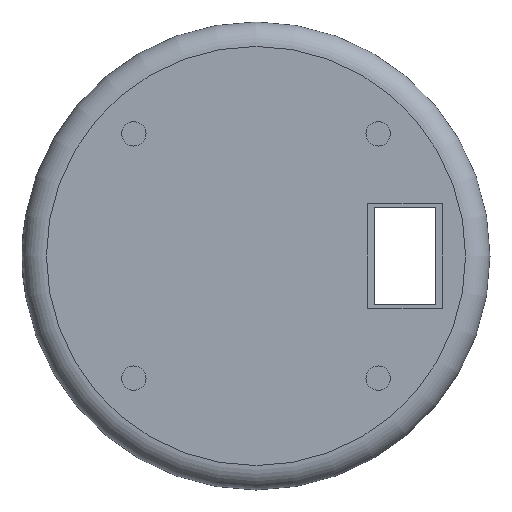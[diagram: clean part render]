
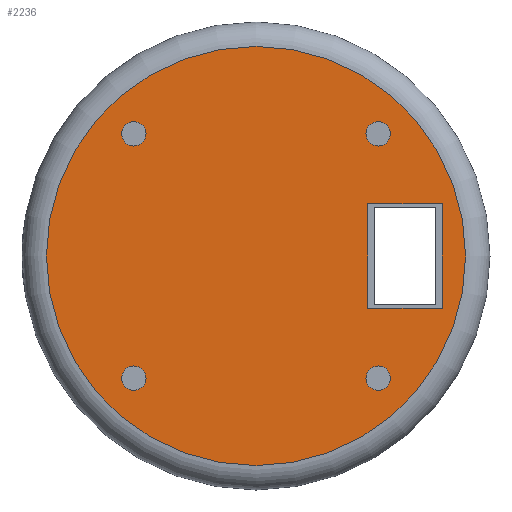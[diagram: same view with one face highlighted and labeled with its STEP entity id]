
A CAD part, front view. The second image highlights one B-rep face of the part: STEP entity #2236.
In plain terms, the highlighted planar face has unit normal (0, -1, 0).
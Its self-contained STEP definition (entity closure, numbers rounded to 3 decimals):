
#47=FACE_BOUND('',#380,.T.);
#48=FACE_BOUND('',#381,.T.);
#49=FACE_BOUND('',#382,.T.);
#50=FACE_BOUND('',#383,.T.);
#51=FACE_BOUND('',#384,.T.);
#134=PLANE('',#2465);
#252=FACE_OUTER_BOUND('',#379,.T.);
#379=EDGE_LOOP('',(#1960));
#380=EDGE_LOOP('',(#1961));
#381=EDGE_LOOP('',(#1962));
#382=EDGE_LOOP('',(#1963));
#383=EDGE_LOOP('',(#1964));
#384=EDGE_LOOP('',(#1965,#1966,#1967,#1968));
#555=LINE('',#3766,#757);
#558=LINE('',#3771,#760);
#560=LINE('',#3775,#762);
#562=LINE('',#3778,#764);
#757=VECTOR('',#2966,10.);
#760=VECTOR('',#2971,10.);
#762=VECTOR('',#2975,10.);
#764=VECTOR('',#2979,10.);
#808=CIRCLE('',#2302,2.5);
#810=CIRCLE('',#2306,2.5);
#812=CIRCLE('',#2310,2.5);
#814=CIRCLE('',#2314,2.5);
#867=CIRCLE('',#2462,42.89);
#925=VERTEX_POINT('',#3236);
#927=VERTEX_POINT('',#3243);
#929=VERTEX_POINT('',#3250);
#931=VERTEX_POINT('',#3257);
#1048=VERTEX_POINT('',#3764);
#1049=VERTEX_POINT('',#3765);
#1050=VERTEX_POINT('',#3770);
#1051=VERTEX_POINT('',#3774);
#1062=VERTEX_POINT('',#3846);
#1137=EDGE_CURVE('',#925,#925,#808,.T.);
#1140=EDGE_CURVE('',#927,#927,#810,.T.);
#1143=EDGE_CURVE('',#929,#929,#812,.T.);
#1146=EDGE_CURVE('',#931,#931,#814,.T.);
#1323=EDGE_CURVE('',#1048,#1049,#555,.T.);
#1326=EDGE_CURVE('',#1049,#1050,#558,.T.);
#1328=EDGE_CURVE('',#1050,#1051,#560,.T.);
#1330=EDGE_CURVE('',#1051,#1048,#562,.T.);
#1362=EDGE_CURVE('',#1062,#1062,#867,.T.);
#1960=ORIENTED_EDGE('',*,*,#1362,.F.);
#1961=ORIENTED_EDGE('',*,*,#1137,.T.);
#1962=ORIENTED_EDGE('',*,*,#1140,.T.);
#1963=ORIENTED_EDGE('',*,*,#1143,.T.);
#1964=ORIENTED_EDGE('',*,*,#1146,.T.);
#1965=ORIENTED_EDGE('',*,*,#1323,.T.);
#1966=ORIENTED_EDGE('',*,*,#1326,.T.);
#1967=ORIENTED_EDGE('',*,*,#1328,.T.);
#1968=ORIENTED_EDGE('',*,*,#1330,.T.);
#2236=ADVANCED_FACE('',(#252,#47,#48,#49,#50,#51),#134,.F.);
#2302=AXIS2_PLACEMENT_3D('',#3237,#2607,#2608);
#2306=AXIS2_PLACEMENT_3D('',#3244,#2616,#2617);
#2310=AXIS2_PLACEMENT_3D('',#3251,#2625,#2626);
#2314=AXIS2_PLACEMENT_3D('',#3258,#2634,#2635);
#2462=AXIS2_PLACEMENT_3D('',#3848,#3073,#3074);
#2465=AXIS2_PLACEMENT_3D('',#3852,#3080,#3081);
#2607=DIRECTION('center_axis',(0.,1.,0.));
#2608=DIRECTION('ref_axis',(1.,0.,0.));
#2616=DIRECTION('center_axis',(0.,1.,0.));
#2617=DIRECTION('ref_axis',(1.,0.,0.));
#2625=DIRECTION('center_axis',(0.,1.,0.));
#2626=DIRECTION('ref_axis',(1.,0.,0.));
#2634=DIRECTION('center_axis',(0.,1.,0.));
#2635=DIRECTION('ref_axis',(1.,0.,0.));
#2966=DIRECTION('',(0.,0.,-1.));
#2971=DIRECTION('',(-1.,0.,0.));
#2975=DIRECTION('',(0.,0.,1.));
#2979=DIRECTION('',(1.,0.,0.));
#3073=DIRECTION('center_axis',(0.,1.,0.));
#3074=DIRECTION('ref_axis',(1.,0.,0.));
#3080=DIRECTION('center_axis',(0.,1.,0.));
#3081=DIRECTION('ref_axis',(0.,0.,1.));
#3236=CARTESIAN_POINT('',(22.5,0.,-25.));
#3237=CARTESIAN_POINT('Origin',(25.,0.,-25.));
#3243=CARTESIAN_POINT('',(22.5,0.,25.));
#3244=CARTESIAN_POINT('Origin',(25.,0.,25.));
#3250=CARTESIAN_POINT('',(-27.5,0.,-25.));
#3251=CARTESIAN_POINT('Origin',(-25.,0.,-25.));
#3257=CARTESIAN_POINT('',(-27.5,0.,25.));
#3258=CARTESIAN_POINT('Origin',(-25.,0.,25.));
#3764=CARTESIAN_POINT('',(38.15,0.,10.65));
#3765=CARTESIAN_POINT('',(38.15,0.,-10.65));
#3766=CARTESIAN_POINT('',(38.15,0.,-5.325));
#3770=CARTESIAN_POINT('',(22.85,0.,-10.65));
#3771=CARTESIAN_POINT('',(11.425,0.,-10.65));
#3774=CARTESIAN_POINT('',(22.85,0.,10.65));
#3775=CARTESIAN_POINT('',(22.85,0.,5.325));
#3778=CARTESIAN_POINT('',(19.075,0.,10.65));
#3846=CARTESIAN_POINT('',(0.,0.,-42.89));
#3848=CARTESIAN_POINT('Origin',(0.,0.,0.));
#3852=CARTESIAN_POINT('Origin',(0.,0.,0.));
